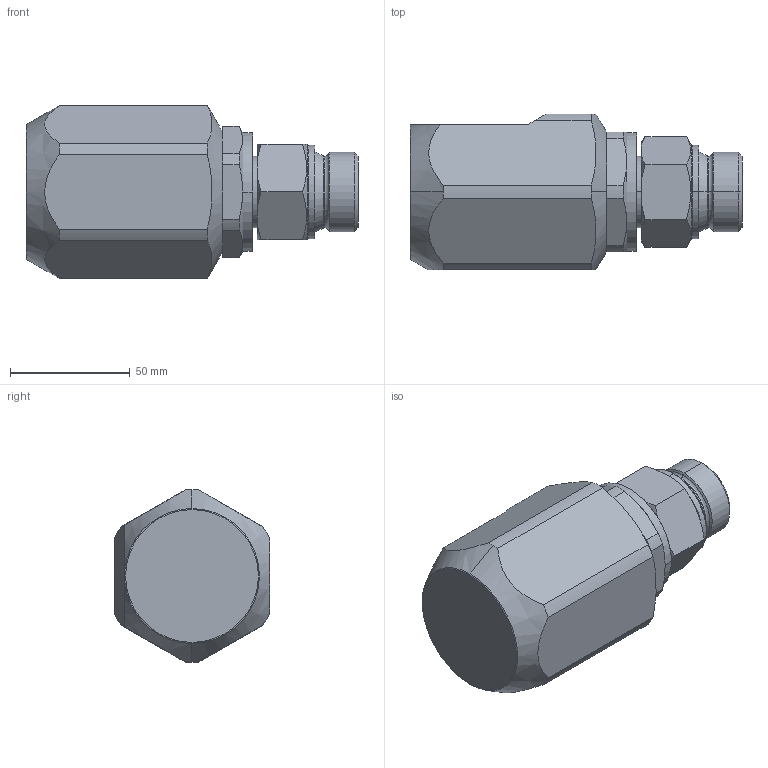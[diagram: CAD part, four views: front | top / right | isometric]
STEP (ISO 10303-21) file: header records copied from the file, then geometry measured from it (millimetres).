
FILE_DESCRIPTION (( 'STEP AP214' ), '1' );
FILE_NAME ('10KRAW33IW3390.STEP', '2015-09-04T13:26:19', ( 'admin' ), ( 'Microsoft' ), 'SwSTEP 2.0', 'SolidWorks 2009', '' );
FILE_SCHEMA (( 'AUTOMOTIVE_DESIGN' ));
Length unit declared in the file: millimetre
Products named in the file (1): 10KRAW33IW3390
Bounding box: 138.5 x 65 x 72 mm (x, y, z)
Volume: 285775.8 mm3; surface area: 43086.6 mm2
Topology: 1 solids, 4 shells, 162 faces, 392 edges, 242 vertices
Faces by surface type: cone 69, cylinder 39, plane 34, torus 20
Entity records: 6145 total; most frequent: CARTESIAN_POINT 2445, ORIENTED_EDGE 780, DIRECTION 759, EDGE_CURVE 390, AXIS2_PLACEMENT_3D 315, VERTEX_POINT 242, EDGE_LOOP 170, FACE_OUTER_BOUND 162
